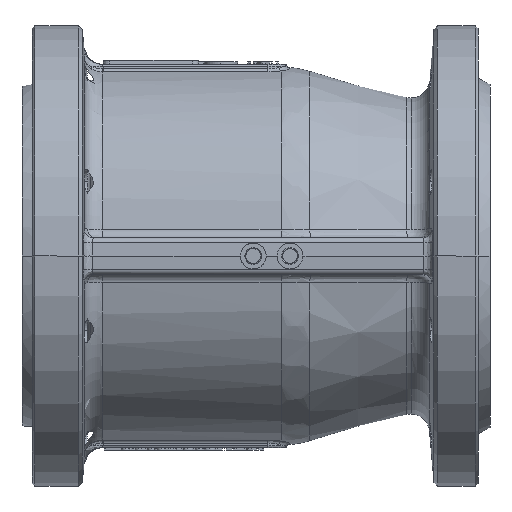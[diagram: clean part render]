
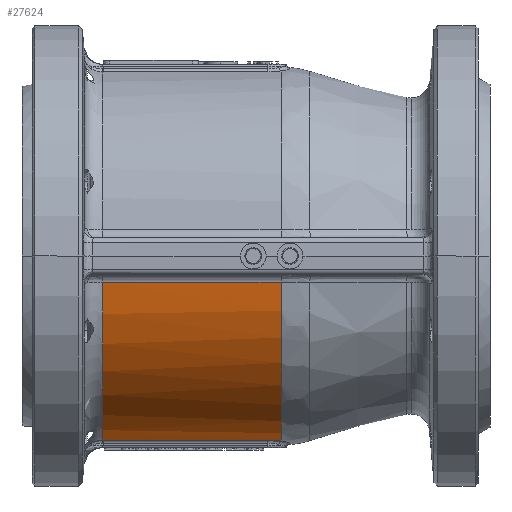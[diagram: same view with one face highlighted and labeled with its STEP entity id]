
A CAD part, front view. The second image highlights one B-rep face of the part: STEP entity #27624.
In plain terms, the highlighted cylindrical face has radius 102.5 mm (diameter 205 mm), a partial arc.
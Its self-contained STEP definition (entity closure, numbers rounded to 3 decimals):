
#1383 = LINE ( 'NONE', #65528, #18834 ) ;
#1870 = CIRCLE ( 'NONE', #49976, 102.5 ) ;
#2108 = CARTESIAN_POINT ( 'NONE',  ( -82.471, -136.548, -99.946 ) ) ;
#2435 = EDGE_LOOP ( 'NONE', ( #62698, #58370, #13877, #9669, #78921, #60444 ) ) ;
#3316 = CARTESIAN_POINT ( 'NONE',  ( 13.044, -134.956, -100.296 ) ) ;
#3919 = DIRECTION ( 'NONE',  ( 1., 0., 0. ) ) ;
#9669 = ORIENTED_EDGE ( 'NONE', *, *, #37601, .T. ) ;
#10264 = EDGE_CURVE ( 'NONE', #64418, #52840, #87373, .T. ) ;
#10461 = CARTESIAN_POINT ( 'NONE',  ( 8.274, -136.548, -99.946 ) ) ;
#10782 = CARTESIAN_POINT ( 'NONE',  ( 14.096, -134.257, -100.44 ) ) ;
#10926 = CYLINDRICAL_SURFACE ( 'NONE', #70454, 102.5 ) ;
#12416 = B_SPLINE_CURVE_WITH_KNOTS ( 'NONE', 3,
 ( #69097, #16721, #2108, #54339 ),
 .UNSPECIFIED., .F., .F.,
 ( 4, 4 ),
 ( 0., 0. ),
 .UNSPECIFIED. ) ;
#12872 = DIRECTION ( 'NONE',  ( 1., 0., 0. ) ) ;
#13877 = ORIENTED_EDGE ( 'NONE', *, *, #74092, .T. ) ;
#16105 = DIRECTION ( 'NONE',  ( 1., 0., 0. ) ) ;
#16721 = CARTESIAN_POINT ( 'NONE',  ( -82.625, -136.552, -99.945 ) ) ;
#18394 = CARTESIAN_POINT ( 'NONE',  ( -82.779, -113.8, -0.003 ) ) ;
#18834 = VECTOR ( 'NONE', #12872, 1000. ) ;
#21194 = EDGE_CURVE ( 'NONE', #53027, #64418, #1383, .T. ) ;
#23395 = CIRCLE ( 'NONE', #78773, 102.5 ) ;
#23737 = VERTEX_POINT ( 'NONE', #94828 ) ;
#25498 = EDGE_CURVE ( 'NONE', #23737, #47234, #81397, .T. ) ;
#25913 = DIRECTION ( 'NONE',  ( 0., 1., 0. ) ) ;
#27002 = CARTESIAN_POINT ( 'NONE',  ( 136.503, -215.297, -14.305 ) ) ;
#27624 = ADVANCED_FACE ( 'NONE', ( #50697 ), #10926, .T. ) ;
#32968 = CARTESIAN_POINT ( 'NONE',  ( 9.518, -136.352, -99.992 ) ) ;
#33917 = CARTESIAN_POINT ( 'NONE',  ( 136.503, -113.8, -0.003 ) ) ;
#37539 = EDGE_CURVE ( 'NONE', #23737, #52840, #1870, .T. ) ;
#37601 = EDGE_CURVE ( 'NONE', #73285, #53027, #12416, .T. ) ;
#42724 = DIRECTION ( 'NONE',  ( -1., 0., 0. ) ) ;
#44774 = CARTESIAN_POINT ( 'NONE',  ( 14.096, -134.257, -100.44 ) ) ;
#47234 = VERTEX_POINT ( 'NONE', #86713 ) ;
#47935 = CARTESIAN_POINT ( 'NONE',  ( -82.317, -136.548, -99.946 ) ) ;
#48000 = CARTESIAN_POINT ( 'NONE',  ( 11.921, -135.524, -100.174 ) ) ;
#49976 = AXIS2_PLACEMENT_3D ( 'NONE', #60912, #16105, #68466 ) ;
#50697 = FACE_OUTER_BOUND ( 'NONE', #2435, .T. ) ;
#52840 = VERTEX_POINT ( 'NONE', #44774 ) ;
#53027 = VERTEX_POINT ( 'NONE', #47935 ) ;
#54339 = CARTESIAN_POINT ( 'NONE',  ( -82.317, -136.548, -99.946 ) ) ;
#55538 = CARTESIAN_POINT ( 'NONE',  ( 13.582, -134.629, -100.365 ) ) ;
#58370 = ORIENTED_EDGE ( 'NONE', *, *, #25498, .T. ) ;
#60444 = ORIENTED_EDGE ( 'NONE', *, *, #10264, .T. ) ;
#60912 = CARTESIAN_POINT ( 'NONE',  ( 14.096, -113.8, -0.003 ) ) ;
#60962 = CARTESIAN_POINT ( 'NONE',  ( 6.995, -136.548, -99.946 ) ) ;
#61510 = VECTOR ( 'NONE', #42724, 1000. ) ;
#62698 = ORIENTED_EDGE ( 'NONE', *, *, #37539, .F. ) ;
#64418 = VERTEX_POINT ( 'NONE', #60962 ) ;
#65528 = CARTESIAN_POINT ( 'NONE',  ( 136.503, -136.548, -99.946 ) ) ;
#68466 = DIRECTION ( 'NONE',  ( 0., 1., 0. ) ) ;
#69097 = CARTESIAN_POINT ( 'NONE',  ( -82.779, -136.561, -99.943 ) ) ;
#70454 = AXIS2_PLACEMENT_3D ( 'NONE', #33917, #3919, #86274 ) ;
#70734 = DIRECTION ( 'NONE',  ( 1., 0., 0. ) ) ;
#73285 = VERTEX_POINT ( 'NONE', #86009 ) ;
#74092 = EDGE_CURVE ( 'NONE', #47234, #73285, #23395, .T. ) ;
#78773 = AXIS2_PLACEMENT_3D ( 'NONE', #18394, #70734, #25913 ) ;
#78921 = ORIENTED_EDGE ( 'NONE', *, *, #21194, .T. ) ;
#81397 = LINE ( 'NONE', #27002, #61510 ) ;
#85319 = CARTESIAN_POINT ( 'NONE',  ( 6.995, -136.548, -99.946 ) ) ;
#86009 = CARTESIAN_POINT ( 'NONE',  ( -82.779, -136.561, -99.943 ) ) ;
#86274 = DIRECTION ( 'NONE',  ( 0., 1., 0. ) ) ;
#86713 = CARTESIAN_POINT ( 'NONE',  ( -82.779, -215.297, -14.305 ) ) ;
#87373 = B_SPLINE_CURVE_WITH_KNOTS ( 'NONE', 3,
 ( #85319, #10461, #32968, #92793, #48000, #3316, #55538, #10782 ),
 .UNSPECIFIED., .F., .F.,
 ( 4, 2, 2, 4 ),
 ( 0., 0.004, 0.006, 0.008 ),
 .UNSPECIFIED. ) ;
#92793 = CARTESIAN_POINT ( 'NONE',  ( 11.335, -135.766, -100.121 ) ) ;
#94828 = CARTESIAN_POINT ( 'NONE',  ( 14.096, -215.297, -14.305 ) ) ;
